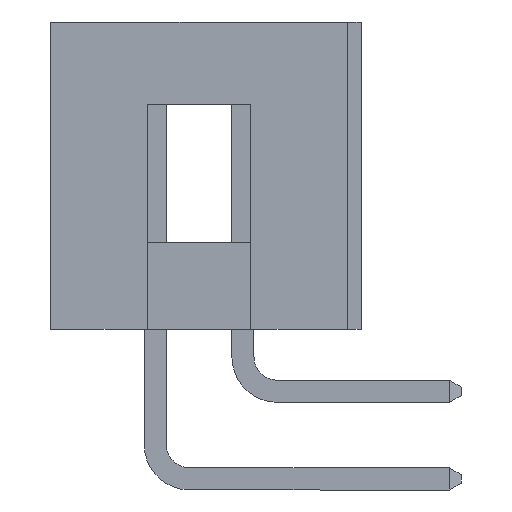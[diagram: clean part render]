
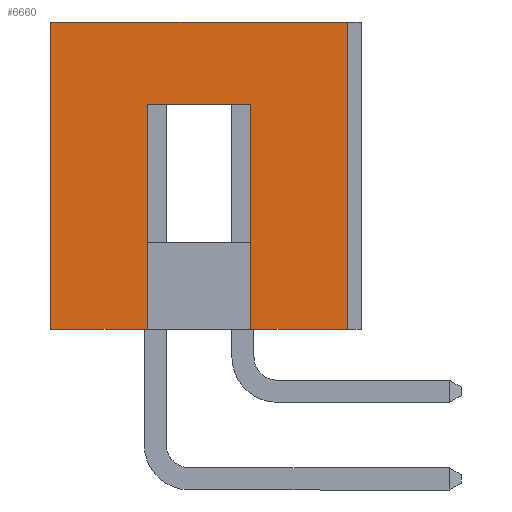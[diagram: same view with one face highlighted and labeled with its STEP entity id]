
A CAD part, left-side view. The second image highlights one B-rep face of the part: STEP entity #6660.
In plain terms, the highlighted planar face has unit normal (-1, 0, 0).
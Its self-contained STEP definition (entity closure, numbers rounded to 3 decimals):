
#123 = CARTESIAN_POINT ( 'NONE',  ( 0., 5.8, 6.5 ) ) ;
#156 = CARTESIAN_POINT ( 'NONE',  ( 0., 0., 8.9 ) ) ;
#273 = EDGE_CURVE ( 'NONE', #7467, #6337, #292, .T. ) ;
#292 = LINE ( 'NONE', #12491, #6166 ) ;
#402 = AXIS2_PLACEMENT_3D ( 'NONE', #5303, #926, #8653 ) ;
#516 = DIRECTION ( 'NONE',  ( 0., 1., 0. ) ) ;
#576 = VERTEX_POINT ( 'NONE', #8590 ) ;
#645 = DIRECTION ( 'NONE',  ( 0., 0., -1. ) ) ;
#734 = ORIENTED_EDGE ( 'NONE', *, *, #12958, .T. ) ;
#837 = ORIENTED_EDGE ( 'NONE', *, *, #12890, .F. ) ;
#926 = DIRECTION ( 'NONE',  ( -1., 0., 0. ) ) ;
#947 = CARTESIAN_POINT ( 'NONE',  ( 0., 5.8, 6.5 ) ) ;
#994 = VERTEX_POINT ( 'NONE', #11484 ) ;
#1384 = CARTESIAN_POINT ( 'NONE',  ( 0., 2.8, 0. ) ) ;
#1491 = VECTOR ( 'NONE', #7905, 1000. ) ;
#2379 = DIRECTION ( 'NONE',  ( 0., 0., -1. ) ) ;
#2540 = VECTOR ( 'NONE', #6582, 1000. ) ;
#2583 = VERTEX_POINT ( 'NONE', #947 ) ;
#2713 = EDGE_CURVE ( 'NONE', #3803, #12165, #9933, .T. ) ;
#2976 = ORIENTED_EDGE ( 'NONE', *, *, #273, .F. ) ;
#3232 = VECTOR ( 'NONE', #645, 1000. ) ;
#3425 = CARTESIAN_POINT ( 'NONE',  ( 0., 0., 0. ) ) ;
#3803 = VERTEX_POINT ( 'NONE', #12073 ) ;
#4583 = VECTOR ( 'NONE', #516, 1000. ) ;
#4762 = DIRECTION ( 'NONE',  ( 0., 0., -1. ) ) ;
#5027 = ORIENTED_EDGE ( 'NONE', *, *, #8133, .F. ) ;
#5303 = CARTESIAN_POINT ( 'NONE',  ( 0., 0., 8.9 ) ) ;
#5456 = CARTESIAN_POINT ( 'NONE',  ( 0., 8.6, 8.9 ) ) ;
#5771 = CARTESIAN_POINT ( 'NONE',  ( 0., 2.8, 6.5 ) ) ;
#5834 = EDGE_CURVE ( 'NONE', #7662, #994, #10804, .T. ) ;
#5845 = DIRECTION ( 'NONE',  ( 0., 1., 0. ) ) ;
#5859 = CARTESIAN_POINT ( 'NONE',  ( 0., 2.8, 6.5 ) ) ;
#6166 = VECTOR ( 'NONE', #5845, 1000. ) ;
#6337 = VERTEX_POINT ( 'NONE', #1384 ) ;
#6343 = VECTOR ( 'NONE', #4762, 1000. ) ;
#6467 = VECTOR ( 'NONE', #2379, 1000. ) ;
#6582 = DIRECTION ( 'NONE',  ( 0., 0., -1. ) ) ;
#6660 = ADVANCED_FACE ( 'NONE', ( #7130 ), #7547, .T. ) ;
#6694 = LINE ( 'NONE', #5859, #6343 ) ;
#6713 = CARTESIAN_POINT ( 'NONE',  ( 0., 8.6, 8.9 ) ) ;
#6891 = DIRECTION ( 'NONE',  ( 0., 1., 0. ) ) ;
#6916 = ORIENTED_EDGE ( 'NONE', *, *, #5834, .F. ) ;
#7047 = ORIENTED_EDGE ( 'NONE', *, *, #10484, .F. ) ;
#7130 = FACE_OUTER_BOUND ( 'NONE', #7755, .T. ) ;
#7267 = CARTESIAN_POINT ( 'NONE',  ( 0., 0., 8.9 ) ) ;
#7467 = VERTEX_POINT ( 'NONE', #3425 ) ;
#7547 = PLANE ( 'NONE',  #402 ) ;
#7662 = VERTEX_POINT ( 'NONE', #9536 ) ;
#7755 = EDGE_LOOP ( 'NONE', ( #734, #2976, #5027, #11673, #10429, #6916, #7047, #837 ) ) ;
#7905 = DIRECTION ( 'NONE',  ( 0., 1., 0. ) ) ;
#8133 = EDGE_CURVE ( 'NONE', #3803, #7467, #11699, .T. ) ;
#8385 = EDGE_CURVE ( 'NONE', #12165, #994, #8741, .T. ) ;
#8590 = CARTESIAN_POINT ( 'NONE',  ( 0., 2.8, 6.5 ) ) ;
#8653 = DIRECTION ( 'NONE',  ( 0., 0., 1. ) ) ;
#8741 = LINE ( 'NONE', #5456, #2540 ) ;
#9401 = LINE ( 'NONE', #123, #6467 ) ;
#9536 = CARTESIAN_POINT ( 'NONE',  ( 0., 5.8, 0. ) ) ;
#9933 = LINE ( 'NONE', #156, #1491 ) ;
#10429 = ORIENTED_EDGE ( 'NONE', *, *, #8385, .T. ) ;
#10484 = EDGE_CURVE ( 'NONE', #2583, #7662, #9401, .T. ) ;
#10804 = LINE ( 'NONE', #11531, #4583 ) ;
#11484 = CARTESIAN_POINT ( 'NONE',  ( 0., 8.6, 0. ) ) ;
#11531 = CARTESIAN_POINT ( 'NONE',  ( 0., 0., 0. ) ) ;
#11673 = ORIENTED_EDGE ( 'NONE', *, *, #2713, .T. ) ;
#11699 = LINE ( 'NONE', #7267, #3232 ) ;
#12073 = CARTESIAN_POINT ( 'NONE',  ( 0., 0., 8.9 ) ) ;
#12165 = VERTEX_POINT ( 'NONE', #6713 ) ;
#12491 = CARTESIAN_POINT ( 'NONE',  ( 0., 0., 0. ) ) ;
#12890 = EDGE_CURVE ( 'NONE', #576, #2583, #13966, .T. ) ;
#12958 = EDGE_CURVE ( 'NONE', #576, #6337, #6694, .T. ) ;
#13966 = LINE ( 'NONE', #5771, #14313 ) ;
#14313 = VECTOR ( 'NONE', #6891, 1000. ) ;
